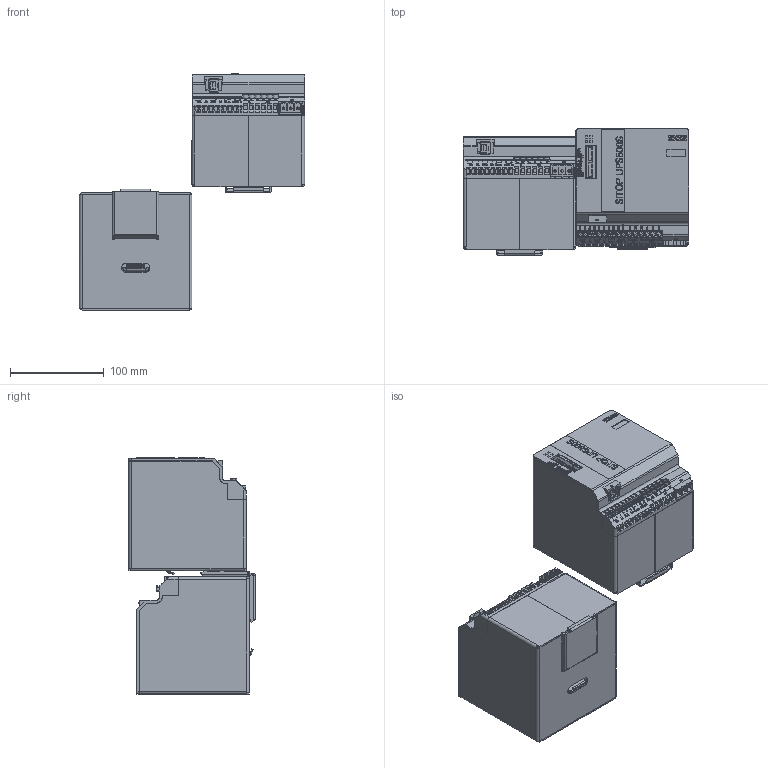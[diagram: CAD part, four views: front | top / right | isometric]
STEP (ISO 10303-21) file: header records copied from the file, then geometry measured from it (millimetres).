
FILE_DESCRIPTION( ( 'Unknown' ), '1' );
FILE_NAME( '6ep19332ec51_001_stp.stp', 'Unknown', ( 'Unknown' ), ( 'Unknown' ), 'PSStep 10.0', 'Unknown', ' ' );
FILE_SCHEMA( ( 'AUTOMOTIVE_DESIGN { 1 0 10303 214 1 1 1 1 }' ) );
Length unit declared in the file: millimetre
Products named in the file (6): Assem1; 6ep19332ec51_001_stp
Bounding box: 240 x 134.88 x 251.61 mm (x, y, z)
Volume: 333208.9 mm3; surface area: 391475.9 mm2
Topology: 10 solids, 14 shells, 6578 faces, 17326 edges, 11476 vertices
Faces by surface type: plane 5374, cylinder 638, extrusion 498, torus 36, sphere 20, cone 8, bspline 4
Full cylindrical faces by diameter (mm): 0.457 x6, 1.3 x32, 1.4 x6, 1.6 x6, 3.8 x20, 4 x20, 5 x12, 5.2 x12
Entity records: 139930 total; most frequent: CARTESIAN_POINT 32773, ORIENTED_EDGE 17088, DIRECTION 15080, EDGE_CURVE 8544, VECTOR 7546, LINE 7297, VERTEX_POINT 5720, EDGE_LOOP 3812
